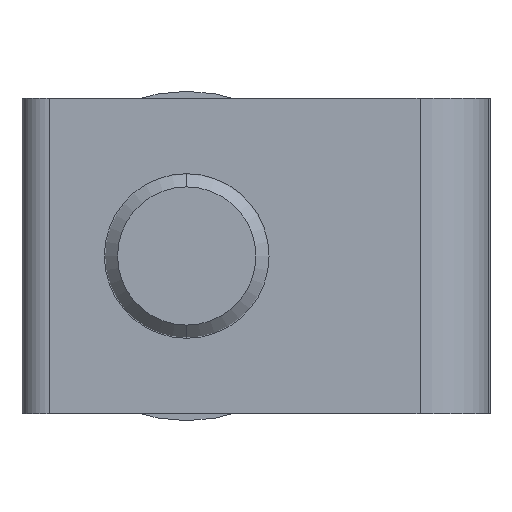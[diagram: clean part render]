
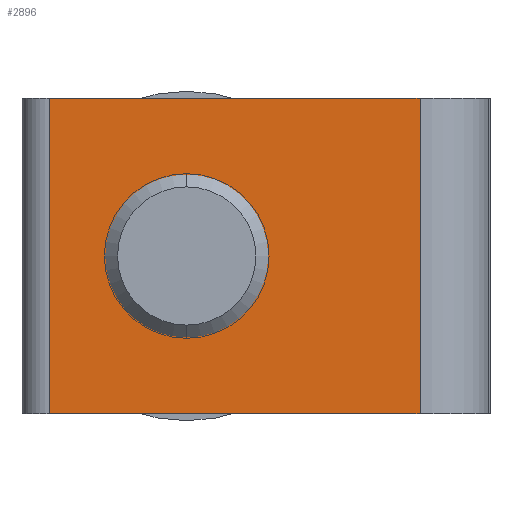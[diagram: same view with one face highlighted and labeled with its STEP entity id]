
A CAD part, front view. The second image highlights one B-rep face of the part: STEP entity #2896.
In plain terms, the highlighted planar face has unit normal (0, -1, 0).
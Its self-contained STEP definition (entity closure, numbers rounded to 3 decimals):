
#7 = DIRECTION ( 'NONE',  ( 0., 1., 0. ) ) ;
#71 = CARTESIAN_POINT ( 'NONE',  ( 2., -26.5, -11.5 ) ) ;
#168 = LINE ( 'NONE', #2863, #1553 ) ;
#183 = DIRECTION ( 'NONE',  ( 0., -1., 0. ) ) ;
#294 = CARTESIAN_POINT ( 'NONE',  ( 12., -26.5, 0. ) ) ;
#496 = CARTESIAN_POINT ( 'NONE',  ( 29., -26.5, 11.5 ) ) ;
#500 = CARTESIAN_POINT ( 'NONE',  ( 12., -26.5, -5.1 ) ) ;
#572 = DIRECTION ( 'NONE',  ( 0., 0., 1. ) ) ;
#584 = VERTEX_POINT ( 'NONE', #2998 ) ;
#661 = CIRCLE ( 'NONE', #1247, 5.1 ) ;
#836 = LINE ( 'NONE', #2830, #2340 ) ;
#1001 = ORIENTED_EDGE ( 'NONE', *, *, #2495, .T. ) ;
#1137 = DIRECTION ( 'NONE',  ( 0., 0., 1. ) ) ;
#1181 = DIRECTION ( 'NONE',  ( 0., 0., 1. ) ) ;
#1187 = CIRCLE ( 'NONE', #2846, 5.1 ) ;
#1206 = VERTEX_POINT ( 'NONE', #2045 ) ;
#1247 = AXIS2_PLACEMENT_3D ( 'NONE', #294, #2251, #572 ) ;
#1383 = ORIENTED_EDGE ( 'NONE', *, *, #3445, .T. ) ;
#1391 = EDGE_LOOP ( 'NONE', ( #2298, #2745, #3423, #2347 ) ) ;
#1415 = EDGE_CURVE ( 'NONE', #584, #2081, #1830, .T. ) ;
#1435 = DIRECTION ( 'NONE',  ( 1., 0., 0. ) ) ;
#1553 = VECTOR ( 'NONE', #1435, 1000. ) ;
#1673 = CARTESIAN_POINT ( 'NONE',  ( 12., -26.5, 0. ) ) ;
#1686 = VERTEX_POINT ( 'NONE', #496 ) ;
#1758 = CARTESIAN_POINT ( 'NONE',  ( 2., -26.5, 11.5 ) ) ;
#1830 = LINE ( 'NONE', #71, #2481 ) ;
#1833 = PLANE ( 'NONE',  #2283 ) ;
#1841 = CARTESIAN_POINT ( 'NONE',  ( 29., -26.5, -11.5 ) ) ;
#1844 = FACE_OUTER_BOUND ( 'NONE', #1391, .T. ) ;
#1845 = EDGE_CURVE ( 'NONE', #2081, #1686, #168, .T. ) ;
#1905 = EDGE_CURVE ( 'NONE', #584, #1206, #2300, .T. ) ;
#1956 = DIRECTION ( 'NONE',  ( 0., 0., 1. ) ) ;
#2045 = CARTESIAN_POINT ( 'NONE',  ( 29., -26.5, -11.5 ) ) ;
#2081 = VERTEX_POINT ( 'NONE', #1758 ) ;
#2091 = VERTEX_POINT ( 'NONE', #2598 ) ;
#2134 = DIRECTION ( 'NONE',  ( 1., 0., 0. ) ) ;
#2207 = VECTOR ( 'NONE', #3450, 1000. ) ;
#2251 = DIRECTION ( 'NONE',  ( 0., 1., 0. ) ) ;
#2283 = AXIS2_PLACEMENT_3D ( 'NONE', #1841, #183, #2134 ) ;
#2298 = ORIENTED_EDGE ( 'NONE', *, *, #2544, .T. ) ;
#2300 = LINE ( 'NONE', #3164, #2207 ) ;
#2340 = VECTOR ( 'NONE', #1137, 1000. ) ;
#2347 = ORIENTED_EDGE ( 'NONE', *, *, #1905, .T. ) ;
#2481 = VECTOR ( 'NONE', #1181, 1000. ) ;
#2495 = EDGE_CURVE ( 'NONE', #3267, #2091, #1187, .T. ) ;
#2500 = EDGE_LOOP ( 'NONE', ( #1383, #1001 ) ) ;
#2544 = EDGE_CURVE ( 'NONE', #1206, #1686, #836, .T. ) ;
#2583 = FACE_BOUND ( 'NONE', #2500, .T. ) ;
#2598 = CARTESIAN_POINT ( 'NONE',  ( 12., -26.5, 5.1 ) ) ;
#2745 = ORIENTED_EDGE ( 'NONE', *, *, #1845, .F. ) ;
#2830 = CARTESIAN_POINT ( 'NONE',  ( 29., -26.5, -11.5 ) ) ;
#2846 = AXIS2_PLACEMENT_3D ( 'NONE', #1673, #7, #1956 ) ;
#2863 = CARTESIAN_POINT ( 'NONE',  ( 29., -26.5, 11.5 ) ) ;
#2896 = ADVANCED_FACE ( 'NONE', ( #2583, #1844 ), #1833, .T. ) ;
#2998 = CARTESIAN_POINT ( 'NONE',  ( 2., -26.5, -11.5 ) ) ;
#3164 = CARTESIAN_POINT ( 'NONE',  ( 29., -26.5, -11.5 ) ) ;
#3267 = VERTEX_POINT ( 'NONE', #500 ) ;
#3423 = ORIENTED_EDGE ( 'NONE', *, *, #1415, .F. ) ;
#3445 = EDGE_CURVE ( 'NONE', #2091, #3267, #661, .T. ) ;
#3450 = DIRECTION ( 'NONE',  ( 1., 0., 0. ) ) ;
